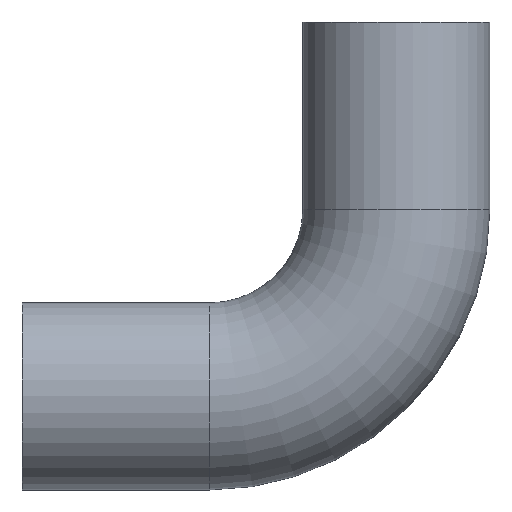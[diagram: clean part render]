
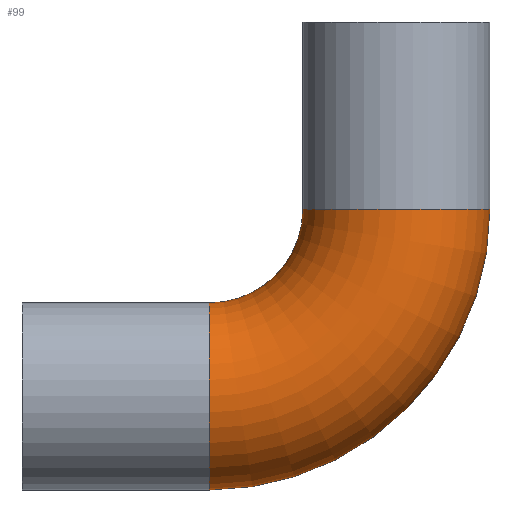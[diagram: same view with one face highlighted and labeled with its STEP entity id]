
A CAD part, top view. The second image highlights one B-rep face of the part: STEP entity #99.
In plain terms, the highlighted toroidal (fillet/blend) face has major radius 152.4 mm and minor radius 76.2 mm.
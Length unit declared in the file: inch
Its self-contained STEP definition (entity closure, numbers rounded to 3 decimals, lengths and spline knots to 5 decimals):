
#18=TOROIDAL_SURFACE('',#121,6.,3.);
#23=FACE_BOUND('',#44,.T.);
#31=FACE_OUTER_BOUND('',#43,.T.);
#43=EDGE_LOOP('',(#83));
#44=EDGE_LOOP('',(#84));
#56=CIRCLE('',#120,3.);
#57=CIRCLE('',#122,3.);
#64=VERTEX_POINT('',#176);
#65=VERTEX_POINT('',#179);
#72=EDGE_CURVE('',#64,#64,#56,.T.);
#73=EDGE_CURVE('',#65,#65,#57,.T.);
#83=ORIENTED_EDGE('',*,*,#72,.F.);
#84=ORIENTED_EDGE('',*,*,#73,.T.);
#99=ADVANCED_FACE('',(#31,#23),#18,.T.);
#120=AXIS2_PLACEMENT_3D('',#177,#147,#148);
#121=AXIS2_PLACEMENT_3D('',#178,#149,#150);
#122=AXIS2_PLACEMENT_3D('',#180,#151,#152);
#147=DIRECTION('center_axis',(-1.,0.,0.));
#148=DIRECTION('ref_axis',(0.,-1.,0.));
#149=DIRECTION('center_axis',(0.,0.,-1.));
#150=DIRECTION('ref_axis',(-1.,0.,0.));
#151=DIRECTION('center_axis',(0.,-1.,0.));
#152=DIRECTION('ref_axis',(1.,0.,0.));
#176=CARTESIAN_POINT('',(-6.,-9.,0.));
#177=CARTESIAN_POINT('Origin',(-6.,-12.,0.));
#178=CARTESIAN_POINT('Origin',(-6.,-6.,0.));
#179=CARTESIAN_POINT('',(-3.,-6.,0.));
#180=CARTESIAN_POINT('Origin',(0.,-6.,0.));
